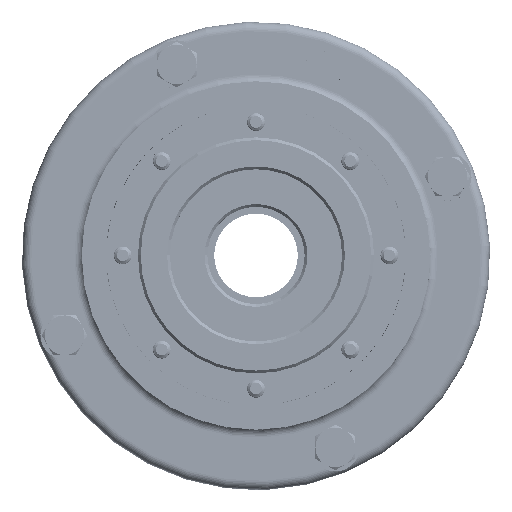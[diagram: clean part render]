
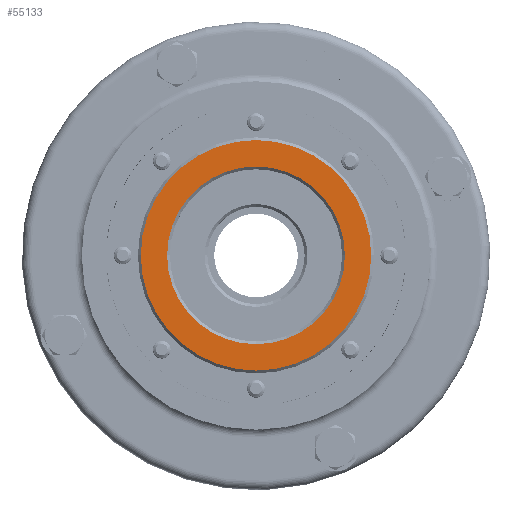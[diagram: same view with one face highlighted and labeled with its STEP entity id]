
A CAD part, top view. The second image highlights one B-rep face of the part: STEP entity #55133.
In plain terms, the highlighted planar face has unit normal (0, 0, 1).
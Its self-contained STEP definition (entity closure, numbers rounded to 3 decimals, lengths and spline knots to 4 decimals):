
#16073 = CARTESIAN_POINT ( 'NONE',  ( 0., -1.2598, 5.5219 ) ) ;
#17738 = EDGE_LOOP ( 'NONE', ( #128953, #177749 ) ) ;
#23610 = VERTEX_POINT ( 'NONE', #130697 ) ;
#26609 = CARTESIAN_POINT ( 'NONE',  ( 0., -1.6339, 5.5219 ) ) ;
#39700 = CARTESIAN_POINT ( 'NONE',  ( 0., 1.6339, 5.5219 ) ) ;
#41046 = PLANE ( 'NONE',  #201825 ) ;
#41558 = EDGE_CURVE ( 'NONE', #115751, #177505, #200270, .T. ) ;
#50652 = CARTESIAN_POINT ( 'NONE',  ( 0., 0., 5.5219 ) ) ;
#51402 = AXIS2_PLACEMENT_3D ( 'NONE', #166296, #70465, #182366 ) ;
#52496 = CIRCLE ( 'NONE', #116922, 1.2598 ) ;
#55133 = ADVANCED_FACE ( 'NONE', ( #155116, #197595 ), #41046, .F. ) ;
#64099 = DIRECTION ( 'NONE',  ( 0., 0., -1. ) ) ;
#66735 = DIRECTION ( 'NONE',  ( 0., 1., 0. ) ) ;
#70465 = DIRECTION ( 'NONE',  ( 0., 0., -1. ) ) ;
#82697 = DIRECTION ( 'NONE',  ( 0., 0., 1. ) ) ;
#89258 = DIRECTION ( 'NONE',  ( 0., 0., -1. ) ) ;
#104856 = EDGE_LOOP ( 'NONE', ( #173870, #106759 ) ) ;
#106759 = ORIENTED_EDGE ( 'NONE', *, *, #41558, .T. ) ;
#106809 = AXIS2_PLACEMENT_3D ( 'NONE', #178555, #82697, #194593 ) ;
#113410 = AXIS2_PLACEMENT_3D ( 'NONE', #50652, #162521, #66735 ) ;
#115751 = VERTEX_POINT ( 'NONE', #26609 ) ;
#116922 = AXIS2_PLACEMENT_3D ( 'NONE', #159887, #64099, #175932 ) ;
#119313 = VERTEX_POINT ( 'NONE', #16073 ) ;
#128462 = EDGE_CURVE ( 'NONE', #23610, #119313, #182134, .T. ) ;
#128953 = ORIENTED_EDGE ( 'NONE', *, *, #151163, .T. ) ;
#130697 = CARTESIAN_POINT ( 'NONE',  ( 0., 1.2598, 5.5219 ) ) ;
#139312 = EDGE_CURVE ( 'NONE', #177505, #115751, #203740, .T. ) ;
#151163 = EDGE_CURVE ( 'NONE', #119313, #23610, #52496, .T. ) ;
#155116 = FACE_OUTER_BOUND ( 'NONE', #104856, .T. ) ;
#159887 = CARTESIAN_POINT ( 'NONE',  ( 0., 0., 5.5219 ) ) ;
#162521 = DIRECTION ( 'NONE',  ( 0., 0., 1. ) ) ;
#166296 = CARTESIAN_POINT ( 'NONE',  ( 0., 0., 5.5219 ) ) ;
#168945 = CARTESIAN_POINT ( 'NONE',  ( 0., 0., 5.5219 ) ) ;
#173870 = ORIENTED_EDGE ( 'NONE', *, *, #139312, .T. ) ;
#175932 = DIRECTION ( 'NONE',  ( 0., 1., 0. ) ) ;
#177505 = VERTEX_POINT ( 'NONE', #39700 ) ;
#177749 = ORIENTED_EDGE ( 'NONE', *, *, #128462, .T. ) ;
#178555 = CARTESIAN_POINT ( 'NONE',  ( 0., 0., 5.5219 ) ) ;
#182134 = CIRCLE ( 'NONE', #51402, 1.2598 ) ;
#182366 = DIRECTION ( 'NONE',  ( 0., 1., 0. ) ) ;
#194593 = DIRECTION ( 'NONE',  ( 0., 1., 0. ) ) ;
#197595 = FACE_BOUND ( 'NONE', #17738, .T. ) ;
#200270 = CIRCLE ( 'NONE', #113410, 1.6339 ) ;
#201177 = DIRECTION ( 'NONE',  ( 0., 1., 0. ) ) ;
#201825 = AXIS2_PLACEMENT_3D ( 'NONE', #168945, #89258, #201177 ) ;
#203740 = CIRCLE ( 'NONE', #106809, 1.6339 ) ;
